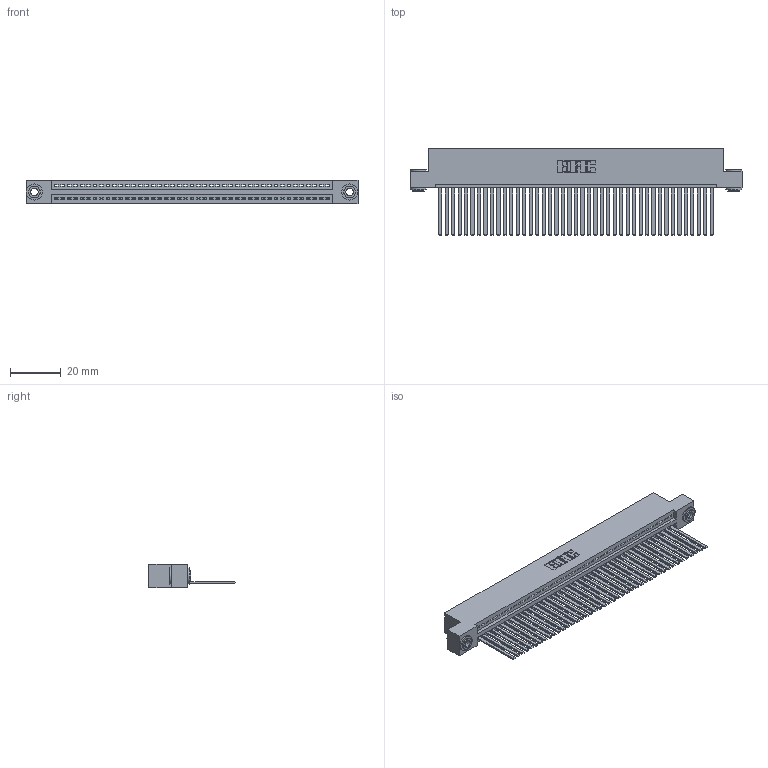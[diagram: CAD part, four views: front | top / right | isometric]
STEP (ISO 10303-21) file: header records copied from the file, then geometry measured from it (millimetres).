
FILE_DESCRIPTION (( 'STEP AP203' ), '1' );
FILE_NAME ('395-043-544-103.STEP', '2018-11-15T16:30:46', ( '' ), ( '' ), 'SwSTEP 2.0', 'SolidWorks 2016', '' );
FILE_SCHEMA (( 'CONFIG_CONTROL_DESIGN' ));
Length unit declared in the file: inch
Products named in the file (4): 345-250-002_345-250-002-102; 345-292-001_345-293-144; 345 Part_Flush Mounting Lugs - 0.156 Dia-TH; 395-043-544-103
Assembly tree (46 placements, depth 2):
  395-043-544-103
    345 Part_Flush Mounting Lugs - 0.156 Dia-TH
    345-292-001_345-293-144  x43
    345-250-002_345-250-002-102  x2
Bounding box: 130.43 x 33.96 x 9.4 mm (x, y, z)
Volume: 12913.9 mm3; surface area: 18884.5 mm2
Topology: 46 solids, 46 shells, 2400 faces, 7211 edges, 4746 vertices
Faces by surface type: plane 1638, cylinder 754, cone 8
Entity records: 32694 total; most frequent: CARTESIAN_POINT 5640, ORIENTED_EDGE 5610, DIRECTION 4953, EDGE_CURVE 2805, LINE 2481, VECTOR 2481, VERTEX_POINT 1866, AXIS2_PLACEMENT_3D 1236
